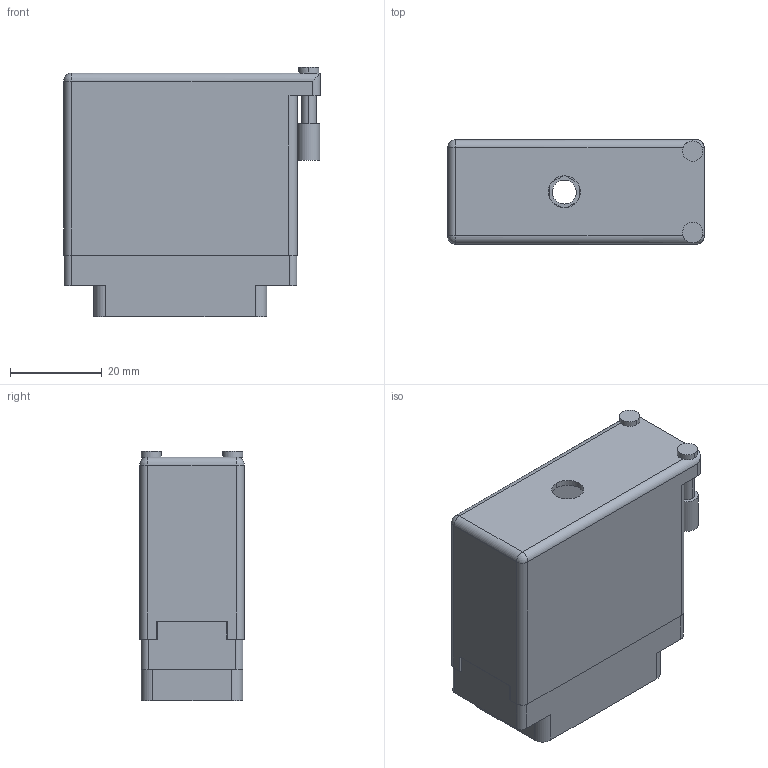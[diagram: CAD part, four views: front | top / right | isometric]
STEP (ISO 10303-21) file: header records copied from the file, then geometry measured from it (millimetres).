
FILE_DESCRIPTION (( 'STEP AP203' ), '1' );
FILE_NAME ('519-036-541-350.STEP', '2020-03-02T23:34:16', ( '' ), ( '' ), 'SwSTEP 2.0', 'SolidWorks 2016', '' );
FILE_SCHEMA (( 'CONFIG_CONTROL_DESIGN' ));
Length unit declared in the file: inch
Products named in the file (4): 516-230-001_Metal - 038 Side Entry; 519-036-541-350; 516-292-001_541 Contact; 519 Plug Insulator_036
Assembly tree (38 placements, depth 2):
  519-036-541-350
    519 Plug Insulator_036
    516-292-001_541 Contact  x36
    516-230-001_Metal - 038 Side Entry
Bounding box: 56.08 x 22.83 x 54.51 mm (x, y, z)
Volume: 19070.7 mm3; surface area: 31724.8 mm2
Topology: 38 solids, 38 shells, 3509 faces, 10162 edges, 6744 vertices
Faces by surface type: plane 2160, cylinder 1129, bspline 216, cone 2, sphere 2
Entity records: 34611 total; most frequent: CARTESIAN_POINT 6150, ORIENTED_EDGE 5760, DIRECTION 5600, EDGE_CURVE 2880, LINE 2130, VECTOR 2130, VERTEX_POINT 1914, AXIS2_PLACEMENT_3D 1735
